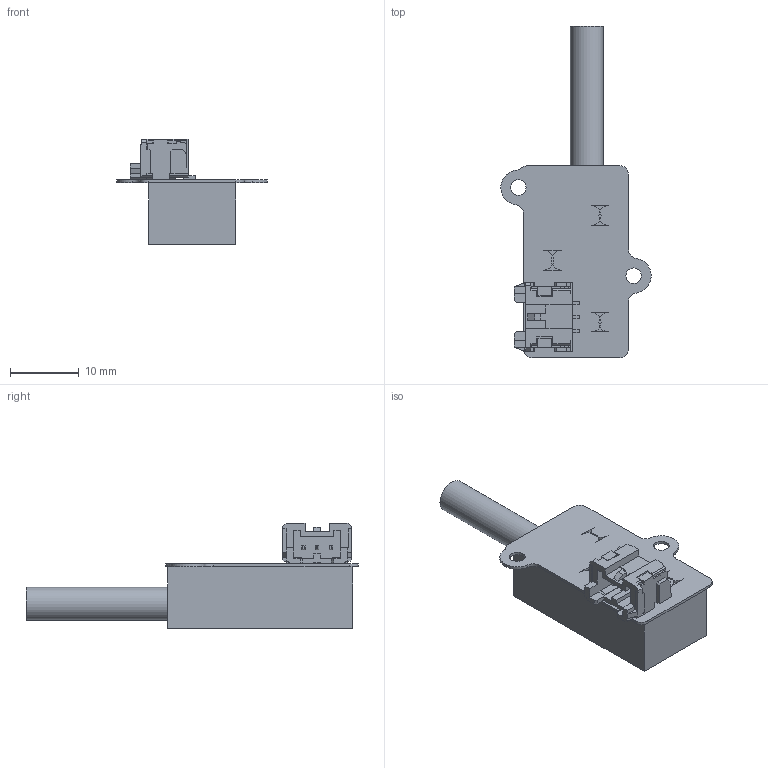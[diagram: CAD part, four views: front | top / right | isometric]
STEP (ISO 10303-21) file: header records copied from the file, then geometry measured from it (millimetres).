
FILE_DESCRIPTION(('Open CASCADE Model'),'2;1');
FILE_NAME('Open CASCADE Shape Model','2019-03-24T17:04:08',('Author'),( 'Open CASCADE'),'Open CASCADE STEP processor 6.8','Open CASCADE 6.8' ,'Unknown');
FILE_SCHEMA(('AUTOMOTIVE_DESIGN { 1 0 10303 214 1 1 1 1 }'));
Length unit declared in the file: millimetre
Products named in the file (1): PCB
Bounding box: 21.83 x 48.25 x 15.31 mm (x, y, z)
Volume: 3869.7 mm3; surface area: 3270 mm2
Topology: 4 solids, 4 shells, 273 faces, 802 edges, 548 vertices
Faces by surface type: plane 242, cylinder 31
Full cylindrical faces by diameter (mm): 2.26 x2, 4.8 x1
Entity records: 9042 total; most frequent: CARTESIAN_POINT 1624, ORIENTED_EDGE 1572, DIRECTION 1412, EDGE_CURVE 780, LINE 740, VECTOR 740, VERTEX_POINT 504, AXIS2_PLACEMENT_3D 336
